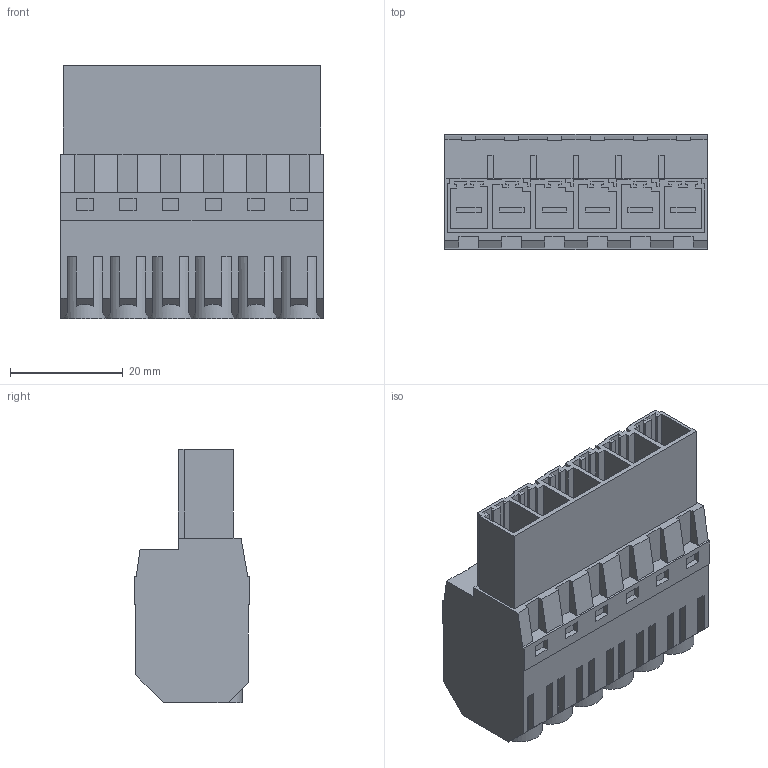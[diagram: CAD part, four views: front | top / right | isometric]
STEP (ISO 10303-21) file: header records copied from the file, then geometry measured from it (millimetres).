
FILE_DESCRIPTION(('CATIA V5 STEP Exchange','CAx-IF Rec.Pracs.--- Model Styling and Organization---1.4--- 2014-01-23'),'2;1');
FILE_NAME ('D1447962_1_1060880000_1060880000.stp','2022-08-08T13:35:10+00:00',('none'),('Weidmueller'),'CATIA Version 5-6 Release 2016 SP3 HF44','CATIA V5 STEP AP214','none');
FILE_SCHEMA(('AUTOMOTIVE_DESIGN { 1 0 10303 214 1 1 1 1 }'));
Length unit declared in the file: millimetre
Products named in the file (1): 1060880000
Bounding box: 46.62 x 20.6 x 45.01 mm (x, y, z)
Volume: 23251.3 mm3; surface area: 14940.5 mm2
Topology: 7 solids, 7 shells, 499 faces, 1351 edges, 901 vertices
Faces by surface type: plane 469, cylinder 30
Entity records: 14475 total; most frequent: ORIENTED_EDGE 2702, CARTESIAN_POINT 2658, DIRECTION 1946, EDGE_CURVE 1351, VECTOR 1267, LINE 1267, VERTEX_POINT 901, EDGE_LOOP 534
